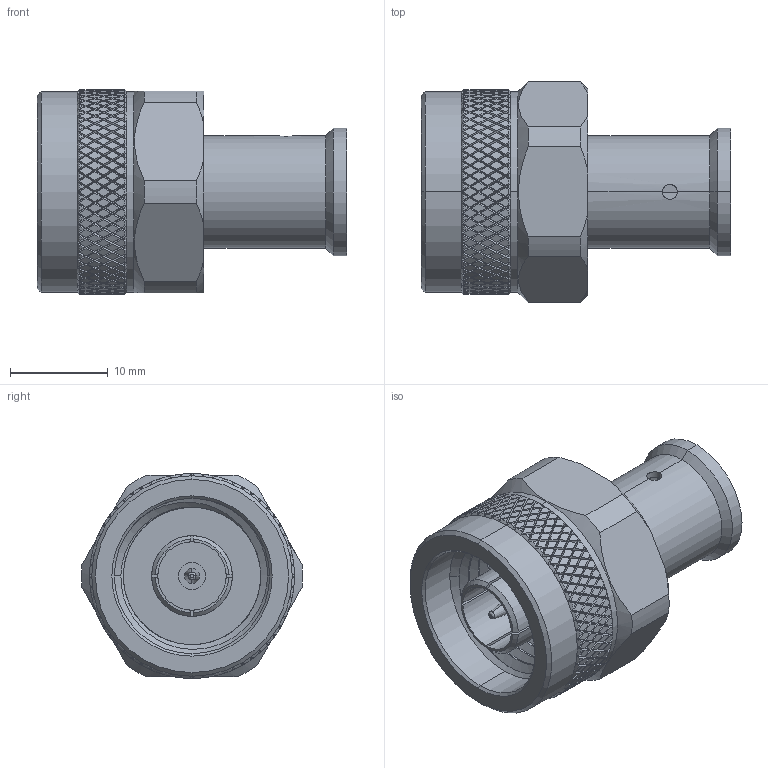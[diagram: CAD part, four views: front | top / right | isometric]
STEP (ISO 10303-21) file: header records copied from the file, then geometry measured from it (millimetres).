
FILE_DESCRIPTION (( 'STEP AP214' ), '1' );
FILE_NAME ('TC-SPP375-NM-LP.step', '2021-05-04T14:32:33', ( '' ), ( '' ), 'SwSTEP 2.0', 'SolidWorks 2020', '' );
FILE_SCHEMA (( 'AUTOMOTIVE_DESIGN' ));
Length unit declared in the file: inch
Products named in the file (1): TC-SPP375-NM-LP
Bounding box: 31.6 x 22.59 x 20.92 mm (x, y, z)
Volume: 4793 mm3; surface area: 3992.1 mm2
Topology: 1 solids, 1 shells, 1964 faces, 4344 edges, 2386 vertices
Faces by surface type: bspline 1445, cylinder 460, plane 30, cone 29
Entity records: 67714 total; most frequent: CARTESIAN_POINT 40860, ORIENTED_EDGE 8688, EDGE_CURVE 4344, VERTEX_POINT 2386, EDGE_LOOP 1970, FACE_OUTER_BOUND 1964, ADVANCED_FACE 1964, DIRECTION 1820
